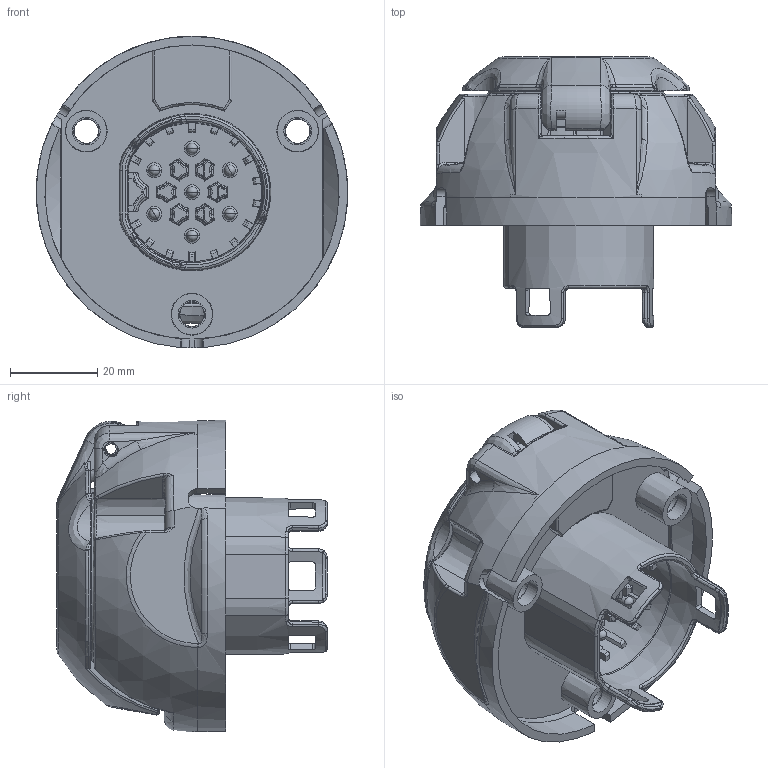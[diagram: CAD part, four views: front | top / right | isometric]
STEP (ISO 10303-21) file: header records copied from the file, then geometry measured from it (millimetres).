
FILE_DESCRIPTION((''),'2;1');
FILE_NAME('382510','2014-08-05T',('temk'),(''),'PRO/ENGINEER BY PARAMETRIC TECHNOLOGY CORPORATION, 2012480','PRO/ENGINEER BY PARAMETRIC TECHNOLOGY CORPORATION, 2012480','');
FILE_SCHEMA(('CONFIG_CONTROL_DESIGN'));
Length unit declared in the file: millimetre
Products named in the file (1): 382510
Bounding box: 71.45 x 62.1 x 71.43 mm (x, y, z)
Volume: 89345.9 mm3; surface area: 30155.5 mm2
Topology: 1 solids, 1 shells, 947 faces, 2410 edges, 1464 vertices
Faces by surface type: plane 215, torus 188, bspline 187, cylinder 178, cone 135, sphere 43, extrusion 1
Entity records: 38538 total; most frequent: CARTESIAN_POINT 17468, ORIENTED_EDGE 4792, DIRECTION 4016, EDGE_CURVE 2396, AXIS2_PLACEMENT_3D 1736, VERTEX_POINT 1464, EDGE_LOOP 986, CIRCLE 976
